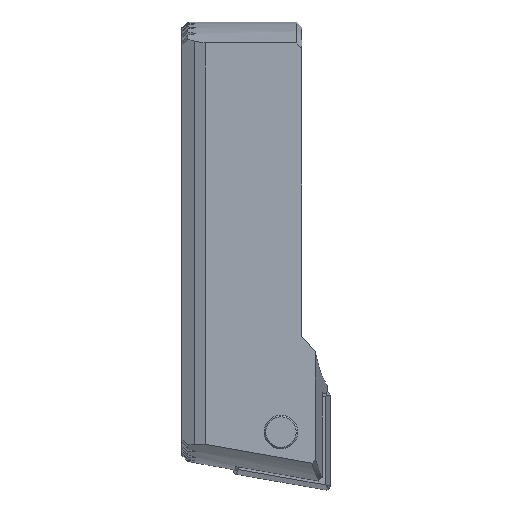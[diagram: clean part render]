
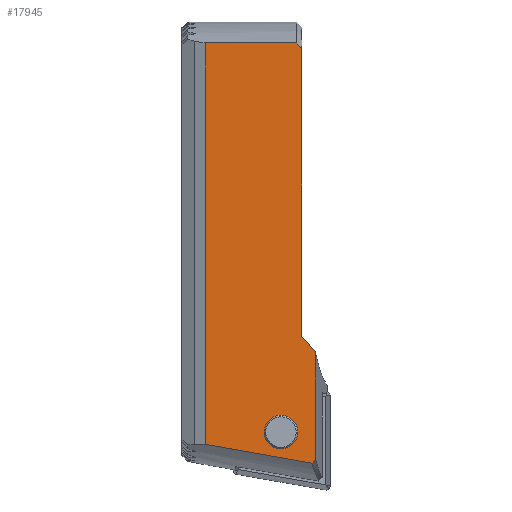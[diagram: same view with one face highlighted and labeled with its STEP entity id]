
A CAD part, front view. The second image highlights one B-rep face of the part: STEP entity #17945.
In plain terms, the highlighted planar face has unit normal (0, -1, 0).
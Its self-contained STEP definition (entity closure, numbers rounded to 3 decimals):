
#69 = ORIENTED_EDGE ( 'NONE', *, *, #9454, .F. ) ;
#664 = CIRCLE ( 'NONE', #8153, 1.65 ) ;
#778 = DIRECTION ( 'NONE',  ( 0., 1., 0. ) ) ;
#1002 = ORIENTED_EDGE ( 'NONE', *, *, #6842, .F. ) ;
#1014 = VERTEX_POINT ( 'NONE', #13545 ) ;
#1049 = LINE ( 'NONE', #15843, #11768 ) ;
#1110 = CARTESIAN_POINT ( 'NONE',  ( 11.2, -9.3, 19.51 ) ) ;
#1773 = CARTESIAN_POINT ( 'NONE',  ( 9.155, -9.3, -16.528 ) ) ;
#2539 = VECTOR ( 'NONE', #6686, 1000. ) ;
#2848 = CARTESIAN_POINT ( 'NONE',  ( 10.7, -9.3, 20.063 ) ) ;
#3164 = CARTESIAN_POINT ( 'NONE',  ( 12.207, -9.3, -21.235 ) ) ;
#3902 = ORIENTED_EDGE ( 'NONE', *, *, #8424, .F. ) ;
#4074 = CARTESIAN_POINT ( 'NONE',  ( 12.207, -9.3, -21.235 ) ) ;
#4166 = EDGE_CURVE ( 'NONE', #4909, #14396, #12690, .T. ) ;
#4207 = FACE_OUTER_BOUND ( 'NONE', #12077, .T. ) ;
#4353 = CARTESIAN_POINT ( 'NONE',  ( 11.2, -9.3, 19.51 ) ) ;
#4534 = CARTESIAN_POINT ( 'NONE',  ( 12.556, -9.3, -20.863 ) ) ;
#4710 = CIRCLE ( 'NONE', #15505, 1.65 ) ;
#4726 = CARTESIAN_POINT ( 'NONE',  ( 9.155, -9.3, -18.178 ) ) ;
#4771 = DIRECTION ( 'NONE',  ( 1., 0., 0. ) ) ;
#4780 = ORIENTED_EDGE ( 'NONE', *, *, #16872, .F. ) ;
#4909 = VERTEX_POINT ( 'NONE', #6969 ) ;
#4975 = CARTESIAN_POINT ( 'NONE',  ( 11.2, -9.3, 20.063 ) ) ;
#5192 = AXIS2_PLACEMENT_3D ( 'NONE', #17746, #778, #10572 ) ;
#5304 = CARTESIAN_POINT ( 'NONE',  ( 1.7, -9.3, -23.875 ) ) ;
#6131 = DIRECTION ( 'NONE',  ( 0., 0., 1. ) ) ;
#6548 = B_SPLINE_CURVE_WITH_KNOTS ( 'NONE', 3,
 ( #2848, #8372, #12703, #4353 ),
 .UNSPECIFIED., .F., .F.,
 ( 4, 4 ),
 ( 0.019, 0.02 ),
 .UNSPECIFIED. ) ;
#6686 = DIRECTION ( 'NONE',  ( 0., 0., 1. ) ) ;
#6842 = EDGE_CURVE ( 'NONE', #7697, #1014, #1049, .T. ) ;
#6874 = EDGE_CURVE ( 'NONE', #14396, #1014, #10381, .T. ) ;
#6969 = CARTESIAN_POINT ( 'NONE',  ( 12.556, -9.3, -20.863 ) ) ;
#7042 = CARTESIAN_POINT ( 'NONE',  ( 1.7, -9.3, 20.063 ) ) ;
#7403 = EDGE_CURVE ( 'NONE', #10416, #11836, #7437, .T. ) ;
#7419 = CARTESIAN_POINT ( 'NONE',  ( 12.556, -9.3, -10.3 ) ) ;
#7437 = LINE ( 'NONE', #4975, #15388 ) ;
#7621 = DIRECTION ( 'NONE',  ( -0.985, 0., 0.174 ) ) ;
#7697 = VERTEX_POINT ( 'NONE', #1110 ) ;
#7800 = PLANE ( 'NONE',  #5192 ) ;
#8140 = CARTESIAN_POINT ( 'NONE',  ( 9.155, -9.3, -18.178 ) ) ;
#8153 = AXIS2_PLACEMENT_3D ( 'NONE', #4726, #14536, #6131 ) ;
#8181 = CARTESIAN_POINT ( 'NONE',  ( 10.7, -9.3, 20.063 ) ) ;
#8372 = CARTESIAN_POINT ( 'NONE',  ( 10.867, -9.3, 19.878 ) ) ;
#8424 = EDGE_CURVE ( 'NONE', #13844, #11491, #13996, .T. ) ;
#9283 = CARTESIAN_POINT ( 'NONE',  ( 1.7, -9.3, -19.382 ) ) ;
#9345 = EDGE_CURVE ( 'NONE', #12572, #12083, #4710, .T. ) ;
#9454 = EDGE_CURVE ( 'NONE', #11491, #10416, #13663, .T. ) ;
#9520 = DIRECTION ( 'NONE',  ( 0., 0., 1. ) ) ;
#10218 = VECTOR ( 'NONE', #7621, 1000. ) ;
#10342 = CARTESIAN_POINT ( 'NONE',  ( 0.224, -9.3, -19.122 ) ) ;
#10381 = B_SPLINE_CURVE_WITH_KNOTS ( 'NONE', 3,
 ( #11081, #11015, #10996, #10963 ),
 .UNSPECIFIED., .F., .F.,
 ( 4, 4 ),
 ( 0.02, 0.022 ),
 .UNSPECIFIED. ) ;
#10413 = ORIENTED_EDGE ( 'NONE', *, *, #9345, .T. ) ;
#10416 = VERTEX_POINT ( 'NONE', #7042 ) ;
#10572 = DIRECTION ( 'NONE',  ( 0., 0., 1. ) ) ;
#10741 = EDGE_CURVE ( 'NONE', #12083, #12572, #664, .T. ) ;
#10745 = B_SPLINE_CURVE_WITH_KNOTS ( 'NONE', 3,
 ( #3164, #11443, #12896, #4534 ),
 .UNSPECIFIED., .F., .F.,
 ( 4, 4 ),
 ( 0., 1. ),
 .UNSPECIFIED. ) ;
#10963 = CARTESIAN_POINT ( 'NONE',  ( 11.2, -9.3, -8.781 ) ) ;
#10996 = CARTESIAN_POINT ( 'NONE',  ( 11.65, -9.3, -9.289 ) ) ;
#11015 = CARTESIAN_POINT ( 'NONE',  ( 12.102, -9.3, -9.795 ) ) ;
#11081 = CARTESIAN_POINT ( 'NONE',  ( 12.556, -9.3, -10.3 ) ) ;
#11222 = EDGE_LOOP ( 'NONE', ( #10413, #18040 ) ) ;
#11277 = ORIENTED_EDGE ( 'NONE', *, *, #16959, .T. ) ;
#11388 = CARTESIAN_POINT ( 'NONE',  ( 12.556, -9.3, -23.875 ) ) ;
#11408 = DIRECTION ( 'NONE',  ( 0., 0., 1. ) ) ;
#11443 = CARTESIAN_POINT ( 'NONE',  ( 12.323, -9.3, -21.111 ) ) ;
#11482 = DIRECTION ( 'NONE',  ( 0., 0., -1. ) ) ;
#11491 = VERTEX_POINT ( 'NONE', #9283 ) ;
#11720 = ORIENTED_EDGE ( 'NONE', *, *, #6874, .T. ) ;
#11768 = VECTOR ( 'NONE', #11482, 1000. ) ;
#11836 = VERTEX_POINT ( 'NONE', #8181 ) ;
#12077 = EDGE_LOOP ( 'NONE', ( #14648, #69, #3902, #11277, #15113, #11720, #1002, #4780 ) ) ;
#12083 = VERTEX_POINT ( 'NONE', #17375 ) ;
#12572 = VERTEX_POINT ( 'NONE', #1773 ) ;
#12690 = LINE ( 'NONE', #11388, #16087 ) ;
#12703 = CARTESIAN_POINT ( 'NONE',  ( 11.034, -9.3, 19.694 ) ) ;
#12896 = CARTESIAN_POINT ( 'NONE',  ( 12.44, -9.3, -20.987 ) ) ;
#13545 = CARTESIAN_POINT ( 'NONE',  ( 11.2, -9.3, -8.781 ) ) ;
#13663 = LINE ( 'NONE', #5304, #2539 ) ;
#13844 = VERTEX_POINT ( 'NONE', #4074 ) ;
#13996 = LINE ( 'NONE', #10342, #10218 ) ;
#14396 = VERTEX_POINT ( 'NONE', #7419 ) ;
#14536 = DIRECTION ( 'NONE',  ( 0., 1., 0. ) ) ;
#14648 = ORIENTED_EDGE ( 'NONE', *, *, #7403, .F. ) ;
#14964 = FACE_BOUND ( 'NONE', #11222, .T. ) ;
#15113 = ORIENTED_EDGE ( 'NONE', *, *, #4166, .T. ) ;
#15388 = VECTOR ( 'NONE', #4771, 1000. ) ;
#15505 = AXIS2_PLACEMENT_3D ( 'NONE', #8140, #18090, #9520 ) ;
#15843 = CARTESIAN_POINT ( 'NONE',  ( 11.2, -9.3, 25.351 ) ) ;
#16087 = VECTOR ( 'NONE', #11408, 1000. ) ;
#16872 = EDGE_CURVE ( 'NONE', #11836, #7697, #6548, .T. ) ;
#16959 = EDGE_CURVE ( 'NONE', #13844, #4909, #10745, .T. ) ;
#17375 = CARTESIAN_POINT ( 'NONE',  ( 9.155, -9.3, -19.828 ) ) ;
#17746 = CARTESIAN_POINT ( 'NONE',  ( 1.7, -9.3, -23.875 ) ) ;
#17945 = ADVANCED_FACE ( 'NONE', ( #14964, #4207 ), #7800, .F. ) ;
#18040 = ORIENTED_EDGE ( 'NONE', *, *, #10741, .T. ) ;
#18090 = DIRECTION ( 'NONE',  ( 0., 1., 0. ) ) ;
